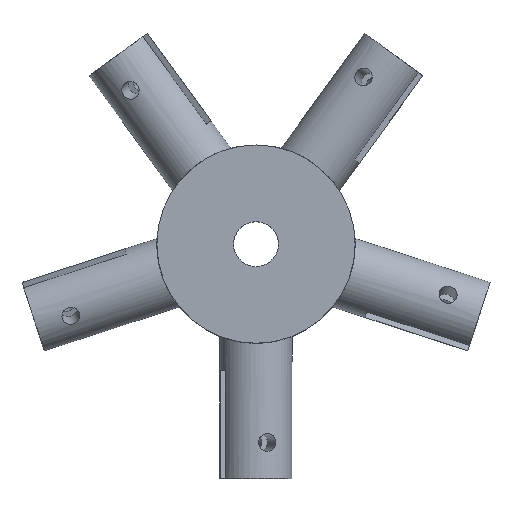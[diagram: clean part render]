
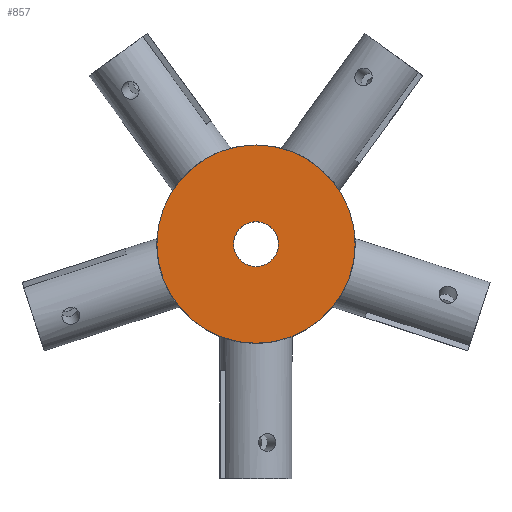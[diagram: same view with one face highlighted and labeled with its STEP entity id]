
A CAD part, top view. The second image highlights one B-rep face of the part: STEP entity #857.
In plain terms, the highlighted planar face has unit normal (0, 0, 1).
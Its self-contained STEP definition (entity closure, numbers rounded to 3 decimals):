
#62=FACE_BOUND('',#203,.T.);
#89=PLANE('',#960);
#133=FACE_OUTER_BOUND('',#202,.T.);
#202=EDGE_LOOP('',(#795));
#203=EDGE_LOOP('',(#796));
#321=CIRCLE('',#880,2.49);
#358=CIRCLE('',#959,11.);
#360=VERTEX_POINT('',#1191);
#439=VERTEX_POINT('',#1933);
#442=EDGE_CURVE('',#360,#360,#321,.T.);
#556=EDGE_CURVE('',#439,#439,#358,.T.);
#795=ORIENTED_EDGE('',*,*,#556,.T.);
#796=ORIENTED_EDGE('',*,*,#442,.T.);
#857=ADVANCED_FACE('',(#133,#62),#89,.T.);
#880=AXIS2_PLACEMENT_3D('',#1193,#968,#969);
#959=AXIS2_PLACEMENT_3D('',#1934,#1181,#1182);
#960=AXIS2_PLACEMENT_3D('',#1937,#1185,#1186);
#968=DIRECTION('center_axis',(0.,0.,-1.));
#969=DIRECTION('ref_axis',(-1.,0.,0.));
#1181=DIRECTION('center_axis',(0.,0.,1.));
#1182=DIRECTION('ref_axis',(-1.,0.,0.));
#1185=DIRECTION('center_axis',(0.,0.,1.));
#1186=DIRECTION('ref_axis',(1.,0.,0.));
#1191=CARTESIAN_POINT('',(2.49,0.,4.5));
#1193=CARTESIAN_POINT('Origin',(0.,0.,4.5));
#1933=CARTESIAN_POINT('',(11.,0.,4.5));
#1934=CARTESIAN_POINT('Origin',(0.,0.,4.5));
#1937=CARTESIAN_POINT('Origin',(0.,0.,4.5));
